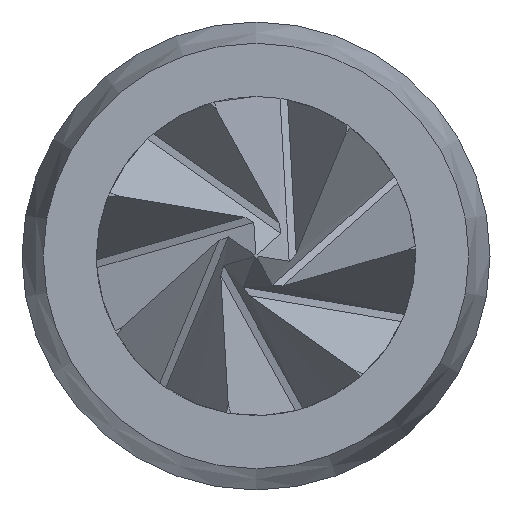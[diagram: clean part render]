
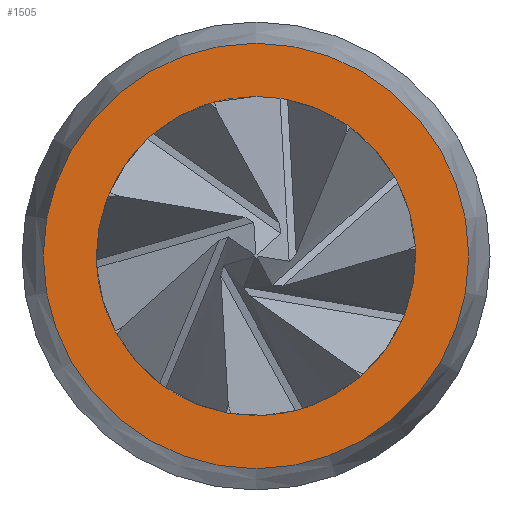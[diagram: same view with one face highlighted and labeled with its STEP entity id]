
A CAD part, left-side view. The second image highlights one B-rep face of the part: STEP entity #1505.
In plain terms, the highlighted planar face has unit normal (-1, 0, 0).
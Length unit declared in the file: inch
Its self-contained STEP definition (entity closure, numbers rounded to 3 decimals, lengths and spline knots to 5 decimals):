
#259 = EDGE_CURVE ( 'NONE', #1837, #1837, #3616, .T. ) ;
#379 = CARTESIAN_POINT ( 'NONE',  ( 0., 0., 0.0105 ) ) ;
#388 = CARTESIAN_POINT ( 'NONE',  ( 0., 0., 0. ) ) ;
#407 = DIRECTION ( 'NONE',  ( 1., 0., 0. ) ) ;
#480 = EDGE_CURVE ( 'NONE', #3197, #3197, #2461, .T. ) ;
#941 = AXIS2_PLACEMENT_3D ( 'NONE', #955, #2385, #1610 ) ;
#955 = CARTESIAN_POINT ( 'NONE',  ( 0., 0.014, 0. ) ) ;
#1505 = ADVANCED_FACE ( 'NONE', ( #3996, #3697 ), #1543, .T. ) ;
#1543 = PLANE ( 'NONE',  #941 ) ;
#1610 = DIRECTION ( 'NONE',  ( 0., 0., 1. ) ) ;
#1837 = VERTEX_POINT ( 'NONE', #379 ) ;
#2385 = DIRECTION ( 'NONE',  ( -1., 0., 0. ) ) ;
#2461 = CIRCLE ( 'NONE', #2969, 0.014 ) ;
#2540 = EDGE_LOOP ( 'NONE', ( #2968 ) ) ;
#2875 = DIRECTION ( 'NONE',  ( 0., 0., -1. ) ) ;
#2968 = ORIENTED_EDGE ( 'NONE', *, *, #259, .T. ) ;
#2969 = AXIS2_PLACEMENT_3D ( 'NONE', #388, #407, #2875 ) ;
#3165 = DIRECTION ( 'NONE',  ( 1., 0., 0. ) ) ;
#3197 = VERTEX_POINT ( 'NONE', #3553 ) ;
#3448 = DIRECTION ( 'NONE',  ( 0., 0., 1. ) ) ;
#3517 = ORIENTED_EDGE ( 'NONE', *, *, #480, .F. ) ;
#3553 = CARTESIAN_POINT ( 'NONE',  ( 0., 0., -0.014 ) ) ;
#3616 = CIRCLE ( 'NONE', #3707, 0.0105 ) ;
#3697 = FACE_OUTER_BOUND ( 'NONE', #4271, .T. ) ;
#3707 = AXIS2_PLACEMENT_3D ( 'NONE', #3822, #3165, #3448 ) ;
#3822 = CARTESIAN_POINT ( 'NONE',  ( 0., 0., 0. ) ) ;
#3996 = FACE_BOUND ( 'NONE', #2540, .T. ) ;
#4271 = EDGE_LOOP ( 'NONE', ( #3517 ) ) ;
